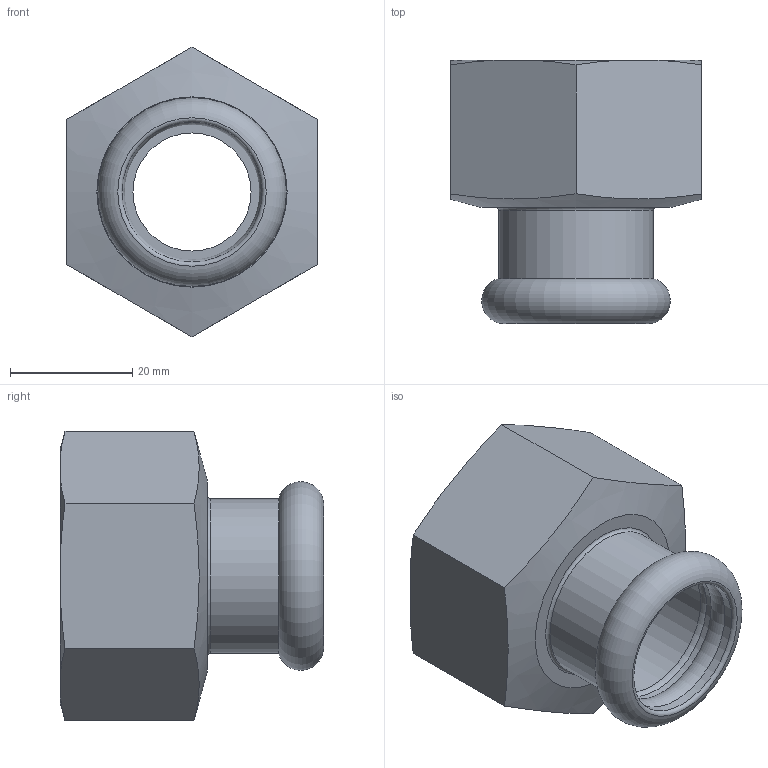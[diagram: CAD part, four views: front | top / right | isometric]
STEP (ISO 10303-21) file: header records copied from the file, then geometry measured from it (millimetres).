
FILE_DESCRIPTION(/* description */ ('MANICOTTO FILETTATO FEMMINA 1"x22'),/* implementation_level */ '2;1');
FILE_NAME(/* name */ '190100022_Inoxpres.stp',/* time_stamp */ '2022-10-12T09:10:18+02:00',/* author */ ('Vault'),/* organization */ ('Raccorderie metalliche s.p.a.'),/* preprocessor_version */ 'ST-DEVELOPER v18.1',/* originating_system */ 'Autodesk Inventor 2020',/* authorisation */ 'Raccorderie metalliche s.p.a.');
FILE_SCHEMA (('AUTOMOTIVE_DESIGN { 1 0 10303 214 3 1 1 }'));
Length unit declared in the file: millimetre
Products named in the file (1): 190100022_Inoxpres
Bounding box: 41 x 43 x 47.34 mm (x, y, z)
Volume: 20006 mm3; surface area: 11155.4 mm2
Topology: 1 solids, 1 shells, 30 faces, 83 edges, 57 vertices
Faces by surface type: plane 10, cone 8, cylinder 7, torus 5
Full cylindrical faces by diameter (mm): 19.3 x1, 22.3 x1, 22.9 x2, 25.3 x1, 31.468 x1, 35 x1
Entity records: 1018 total; most frequent: CARTESIAN_POINT 207, DIRECTION 171, ORIENTED_EDGE 166, EDGE_CURVE 83, AXIS2_PLACEMENT_3D 75, VERTEX_POINT 57, CIRCLE 44, EDGE_LOOP 34
